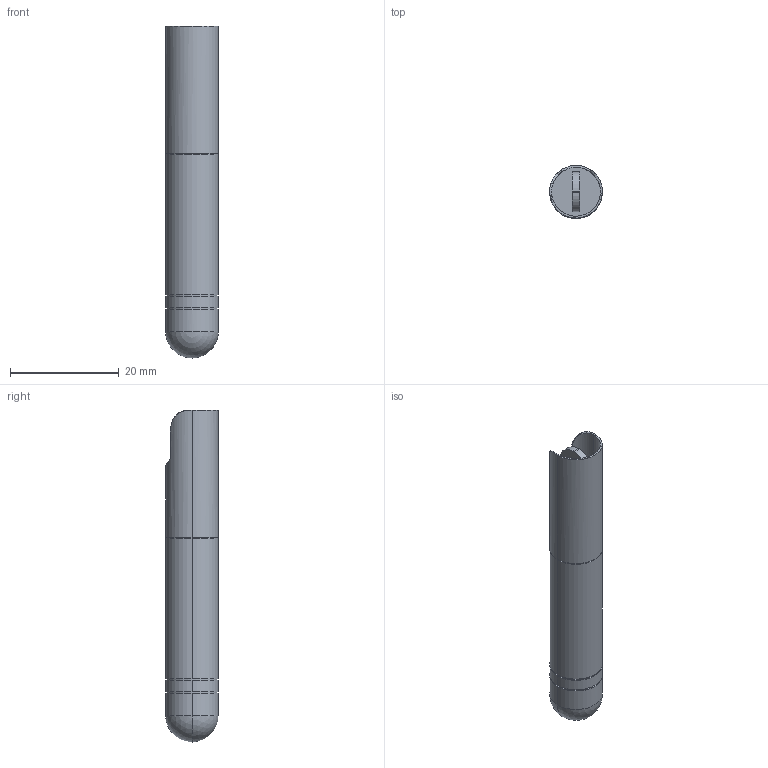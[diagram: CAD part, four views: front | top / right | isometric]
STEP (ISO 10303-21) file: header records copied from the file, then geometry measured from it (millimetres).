
FILE_DESCRIPTION (( 'STEP AP214' ), '1' );
FILE_NAME ('FMANRBD1049_3D.step', '2023-04-10T18:00:21', ( '' ), ( '' ), 'SwSTEP 2.0', 'SolidWorks 2022', '' );
FILE_SCHEMA (( 'AUTOMOTIVE_DESIGN' ));
Length unit declared in the file: inch
Products named in the file (1): FMANRBD1049_3D
Bounding box: 9.71 x 9.71 x 61.13 mm (x, y, z)
Volume: 3797.1 mm3; surface area: 2287.1 mm2
Topology: 1 solids, 1 shells, 42 faces, 97 edges, 64 vertices
Faces by surface type: cylinder 22, plane 18, sphere 2
Entity records: 1328 total; most frequent: CARTESIAN_POINT 302, DIRECTION 216, ORIENTED_EDGE 194, EDGE_CURVE 97, AXIS2_PLACEMENT_3D 86, VERTEX_POINT 64, EDGE_LOOP 51, VECTOR 44
